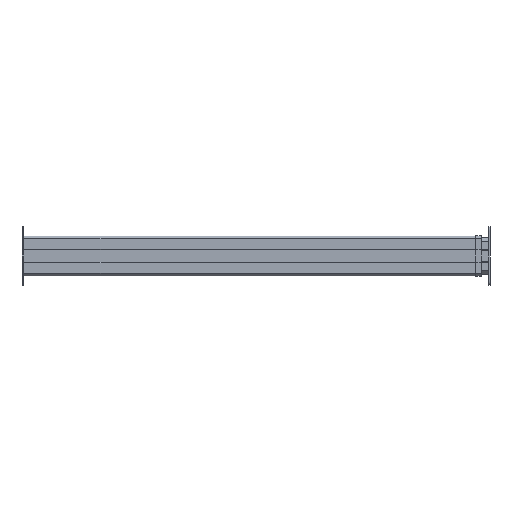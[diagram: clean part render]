
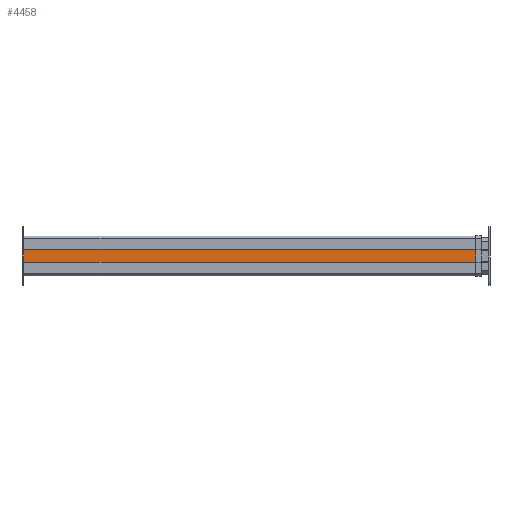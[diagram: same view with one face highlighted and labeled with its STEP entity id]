
A CAD part, left-side view. The second image highlights one B-rep face of the part: STEP entity #4458.
In plain terms, the highlighted planar face has unit normal (-1, 0, 0).
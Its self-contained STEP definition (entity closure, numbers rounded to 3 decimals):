
#81 = VECTOR ( 'NONE', #7958, 1000. ) ;
#235 = VERTEX_POINT ( 'NONE', #7755 ) ;
#237 = DIRECTION ( 'NONE',  ( 0., 0., -1. ) ) ;
#524 = EDGE_CURVE ( 'NONE', #8676, #235, #7990, .T. ) ;
#1012 = ORIENTED_EDGE ( 'NONE', *, *, #524, .F. ) ;
#1432 = DIRECTION ( 'NONE',  ( 0., -1., 0. ) ) ;
#1553 = EDGE_LOOP ( 'NONE', ( #5124, #1012, #5925, #5223 ) ) ;
#1882 = VERTEX_POINT ( 'NONE', #8769 ) ;
#2054 = VECTOR ( 'NONE', #2133, 1000. ) ;
#2133 = DIRECTION ( 'NONE',  ( 0., -1., 0. ) ) ;
#2359 = FACE_OUTER_BOUND ( 'NONE', #1553, .T. ) ;
#2522 = VERTEX_POINT ( 'NONE', #6974 ) ;
#2818 = LINE ( 'NONE', #4453, #6761 ) ;
#3199 = EDGE_CURVE ( 'NONE', #2522, #235, #6673, .T. ) ;
#3613 = CARTESIAN_POINT ( 'NONE',  ( -51.5, 1190., -34.793 ) ) ;
#3990 = PLANE ( 'NONE',  #6822 ) ;
#4219 = EDGE_CURVE ( 'NONE', #1882, #2522, #2818, .T. ) ;
#4241 = VECTOR ( 'NONE', #8436, 1000. ) ;
#4453 = CARTESIAN_POINT ( 'NONE',  ( -51.5, 1190., -68.207 ) ) ;
#4458 = ADVANCED_FACE ( 'NONE', ( #2359 ), #3990, .F. ) ;
#4728 = DIRECTION ( 'NONE',  ( 1., 0., 0. ) ) ;
#5124 = ORIENTED_EDGE ( 'NONE', *, *, #3199, .T. ) ;
#5223 = ORIENTED_EDGE ( 'NONE', *, *, #4219, .T. ) ;
#5925 = ORIENTED_EDGE ( 'NONE', *, *, #9248, .F. ) ;
#6058 = LINE ( 'NONE', #7193, #81 ) ;
#6673 = LINE ( 'NONE', #8991, #4241 ) ;
#6761 = VECTOR ( 'NONE', #1432, 1000. ) ;
#6822 = AXIS2_PLACEMENT_3D ( 'NONE', #8415, #4728, #237 ) ;
#6974 = CARTESIAN_POINT ( 'NONE',  ( -51.5, 0., -68.207 ) ) ;
#7193 = CARTESIAN_POINT ( 'NONE',  ( -51.5, 1190., -34.793 ) ) ;
#7755 = CARTESIAN_POINT ( 'NONE',  ( -51.5, 0., -34.793 ) ) ;
#7958 = DIRECTION ( 'NONE',  ( 0., 0., 1. ) ) ;
#7990 = LINE ( 'NONE', #8787, #2054 ) ;
#8415 = CARTESIAN_POINT ( 'NONE',  ( -51.5, 1190., -34.793 ) ) ;
#8436 = DIRECTION ( 'NONE',  ( 0., 0., 1. ) ) ;
#8676 = VERTEX_POINT ( 'NONE', #3613 ) ;
#8769 = CARTESIAN_POINT ( 'NONE',  ( -51.5, 1190., -68.207 ) ) ;
#8787 = CARTESIAN_POINT ( 'NONE',  ( -51.5, 1190., -34.793 ) ) ;
#8991 = CARTESIAN_POINT ( 'NONE',  ( -51.5, 0., -34.793 ) ) ;
#9248 = EDGE_CURVE ( 'NONE', #1882, #8676, #6058, .T. ) ;
